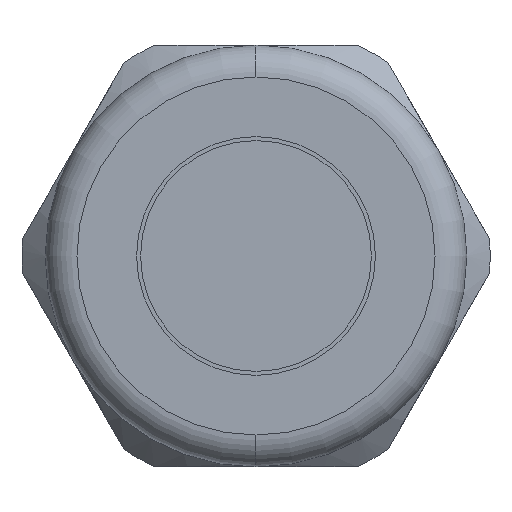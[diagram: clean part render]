
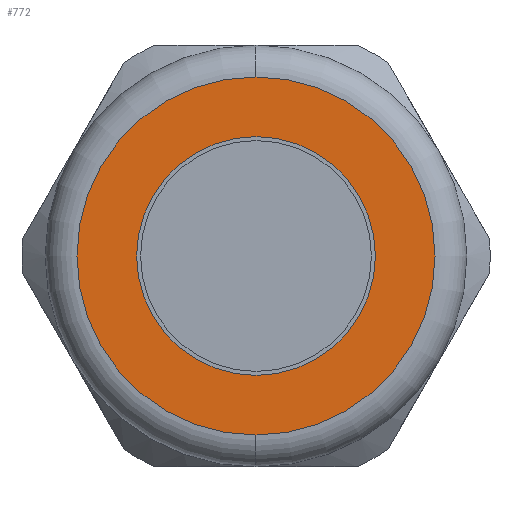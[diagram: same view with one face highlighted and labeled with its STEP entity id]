
A CAD part, left-side view. The second image highlights one B-rep face of the part: STEP entity #772.
In plain terms, the highlighted planar face has unit normal (-1, 0, 0).
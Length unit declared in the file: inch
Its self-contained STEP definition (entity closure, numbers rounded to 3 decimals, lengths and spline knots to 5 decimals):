
#17 = VERTEX_POINT ( 'NONE', #2001 ) ;
#19 = VERTEX_POINT ( 'NONE', #2000 ) ;
#26 = EDGE_CURVE ( 'NONE', #17, #19, #1993, .T. ) ;
#772 = ADVANCED_FACE ( 'NONE', ( #3490, #3489 ), #3488, .T. ) ;
#773 = EDGE_LOOP ( 'NONE', ( #774, #775 ) ) ;
#774 = ORIENTED_EDGE ( 'NONE', *, *, #5577, .T. ) ;
#775 = ORIENTED_EDGE ( 'NONE', *, *, #776, .T. ) ;
#776 = EDGE_CURVE ( 'NONE', #5578, #5579, #3483, .T. ) ;
#777 = EDGE_LOOP ( 'NONE', ( #778, #780 ) ) ;
#778 = ORIENTED_EDGE ( 'NONE', *, *, #779, .T. ) ;
#779 = EDGE_CURVE ( 'NONE', #19, #17, #3478, .T. ) ;
#780 = ORIENTED_EDGE ( 'NONE', *, *, #26, .T. ) ;
#1990 = DIRECTION ( 'NONE',  ( 0., 0., -1. ) ) ;
#1991 = DIRECTION ( 'NONE',  ( 1., 0., 0. ) ) ;
#1992 = AXIS2_PLACEMENT_3D ( 'NONE', #1999, #1991, #1990 ) ;
#1993 = CIRCLE ( 'NONE', #1992, 0.3 ) ;
#1999 = CARTESIAN_POINT ( 'NONE',  ( -1.41, 0., 0. ) ) ;
#2000 = CARTESIAN_POINT ( 'NONE',  ( -1.41, 0., -0.3 ) ) ;
#2001 = CARTESIAN_POINT ( 'NONE',  ( -1.41, 0., 0.3 ) ) ;
#3474 = DIRECTION ( 'NONE',  ( 0., 0., -1. ) ) ;
#3475 = DIRECTION ( 'NONE',  ( 1., 0., 0. ) ) ;
#3476 = CARTESIAN_POINT ( 'NONE',  ( -1.41, 0., 0. ) ) ;
#3477 = AXIS2_PLACEMENT_3D ( 'NONE', #3476, #3475, #3474 ) ;
#3478 = CIRCLE ( 'NONE', #3477, 0.3 ) ;
#3479 = DIRECTION ( 'NONE',  ( 0., 0., 1. ) ) ;
#3480 = DIRECTION ( 'NONE',  ( -1., 0., 0. ) ) ;
#3481 = CARTESIAN_POINT ( 'NONE',  ( -1.41, 0., 0. ) ) ;
#3482 = AXIS2_PLACEMENT_3D ( 'NONE', #3481, #3480, #3479 ) ;
#3483 = CIRCLE ( 'NONE', #3482, 0.45 ) ;
#3484 = DIRECTION ( 'NONE',  ( 0., 0., 1. ) ) ;
#3485 = DIRECTION ( 'NONE',  ( -1., 0., 0. ) ) ;
#3486 = CARTESIAN_POINT ( 'NONE',  ( -1.41, 0.53, 0. ) ) ;
#3487 = AXIS2_PLACEMENT_3D ( 'NONE', #3486, #3485, #3484 ) ;
#3488 = PLANE ( 'NONE',  #3487 ) ;
#3489 = FACE_BOUND ( 'NONE', #777, .T. ) ;
#3490 = FACE_OUTER_BOUND ( 'NONE', #773, .T. ) ;
#5412 = CARTESIAN_POINT ( 'NONE',  ( -1.41, 0., 0. ) ) ;
#5464 = CARTESIAN_POINT ( 'NONE',  ( -1.41, 0., 0.45 ) ) ;
#5465 = CARTESIAN_POINT ( 'NONE',  ( -1.41, 0., -0.45 ) ) ;
#5466 = DIRECTION ( 'NONE',  ( 0., 0., 1. ) ) ;
#5467 = DIRECTION ( 'NONE',  ( -1., 0., 0. ) ) ;
#5468 = AXIS2_PLACEMENT_3D ( 'NONE', #5412, #5467, #5466 ) ;
#5469 = CIRCLE ( 'NONE', #5468, 0.45 ) ;
#5577 = EDGE_CURVE ( 'NONE', #5579, #5578, #5469, .T. ) ;
#5578 = VERTEX_POINT ( 'NONE', #5465 ) ;
#5579 = VERTEX_POINT ( 'NONE', #5464 ) ;
